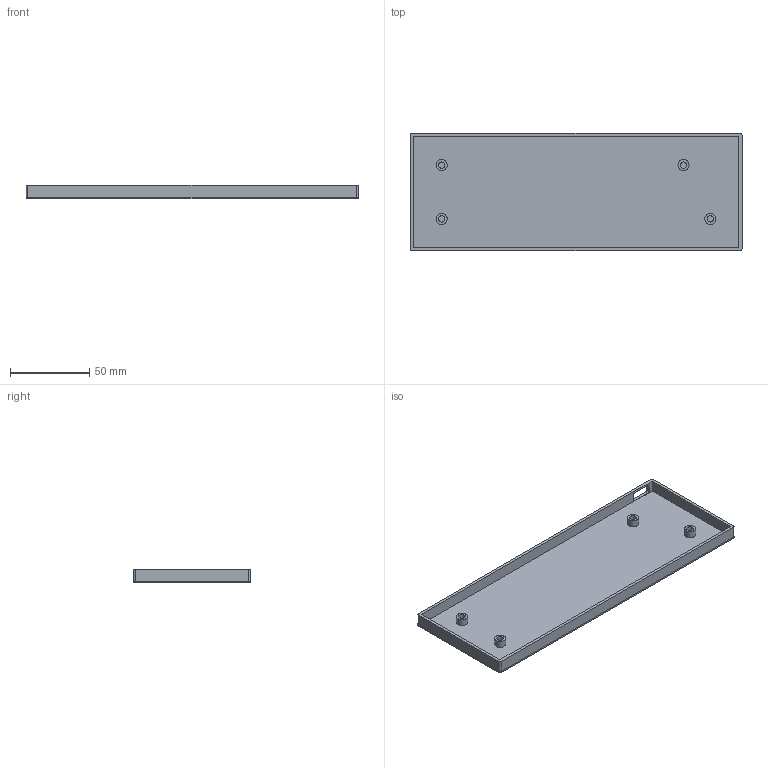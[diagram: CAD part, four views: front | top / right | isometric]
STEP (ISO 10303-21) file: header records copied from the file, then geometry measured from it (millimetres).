
FILE_DESCRIPTION(('HOOPS Exchange Step'),'2;1');
FILE_NAME('temp_export','2025-07-16T22:20:38+10:00',('ben_wang'),('Shapr3D Limited'),'HOOPS Exchange 2024.8','Shapr3D','Authorized');
FILE_SCHEMA( ('AP242_MANAGED_MODEL_BASED_3D_ENGINEERING_MIM_LF {1 0 10303 442 1 1 4}') );
Length unit declared in the file: millimetre
Products named in the file (1): root
Bounding box: 210 x 74 x 8.6 mm (x, y, z)
Volume: 24036.3 mm3; surface area: 43040.3 mm2
Topology: 6 solids, 6 shells, 48 faces, 124 edges, 88 vertices
Faces by surface type: plane 28, cylinder 20
Full cylindrical faces by diameter (mm): 4 x4, 7 x4
Entity records: 1574 total; most frequent: DIRECTION 280, CARTESIAN_POINT 262, ORIENTED_EDGE 248, EDGE_CURVE 124, AXIS2_PLACEMENT_3D 106, VERTEX_POINT 88, VECTOR 68, LINE 68
